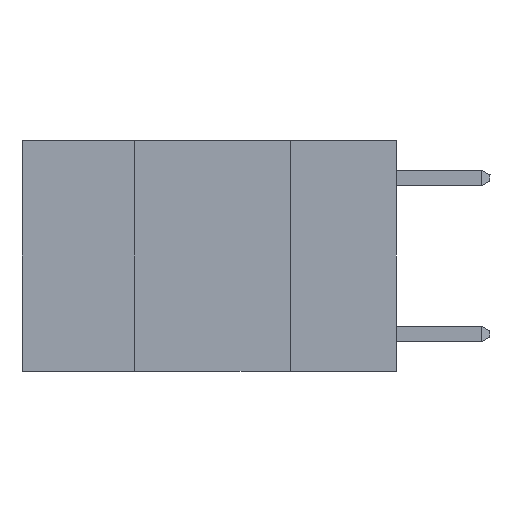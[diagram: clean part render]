
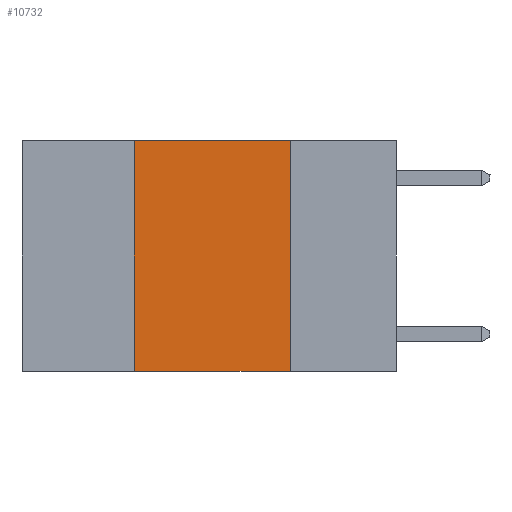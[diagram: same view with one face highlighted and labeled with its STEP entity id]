
A CAD part, left-side view. The second image highlights one B-rep face of the part: STEP entity #10732.
In plain terms, the highlighted planar face has unit normal (-1, 0, 0).
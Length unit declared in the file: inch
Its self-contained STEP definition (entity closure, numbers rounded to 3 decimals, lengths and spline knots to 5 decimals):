
#402 = EDGE_CURVE ( 'NONE', #2253, #797, #10380, .T. ) ;
#797 = VERTEX_POINT ( 'NONE', #11396 ) ;
#1049 = DIRECTION ( 'NONE',  ( 0., 0., -1. ) ) ;
#1950 = DIRECTION ( 'NONE',  ( 0., 0., 1. ) ) ;
#2253 = VERTEX_POINT ( 'NONE', #13092 ) ;
#3094 = DIRECTION ( 'NONE',  ( 0., -1., 0. ) ) ;
#3189 = EDGE_CURVE ( 'NONE', #9625, #797, #14041, .T. ) ;
#3586 = CARTESIAN_POINT ( 'NONE',  ( 0., 0.6, 0. ) ) ;
#4418 = VECTOR ( 'NONE', #3094, 39.37008 ) ;
#5503 = LINE ( 'NONE', #10299, #8760 ) ;
#5742 = DIRECTION ( 'NONE',  ( 0., 0., -1. ) ) ;
#5765 = CARTESIAN_POINT ( 'NONE',  ( 0., 0.6, 0. ) ) ;
#6134 = VECTOR ( 'NONE', #10282, 39.37008 ) ;
#6286 = VECTOR ( 'NONE', #5742, 39.37008 ) ;
#6326 = AXIS2_PLACEMENT_3D ( 'NONE', #3586, #14349, #1049 ) ;
#7109 = PLANE ( 'NONE',  #6326 ) ;
#8760 = VECTOR ( 'NONE', #1950, 39.37008 ) ;
#8785 = CARTESIAN_POINT ( 'NONE',  ( 0., 0.42, -0.37 ) ) ;
#8915 = EDGE_CURVE ( 'NONE', #9625, #14418, #5503, .T. ) ;
#9033 = CARTESIAN_POINT ( 'NONE',  ( 0., 0.6, -0.37 ) ) ;
#9625 = VERTEX_POINT ( 'NONE', #8785 ) ;
#10282 = DIRECTION ( 'NONE',  ( 0., -1., 0. ) ) ;
#10299 = CARTESIAN_POINT ( 'NONE',  ( 0., 0.42, 0. ) ) ;
#10380 = LINE ( 'NONE', #15271, #6286 ) ;
#10732 = ADVANCED_FACE ( 'NONE', ( #15551 ), #7109, .F. ) ;
#11396 = CARTESIAN_POINT ( 'NONE',  ( 0., 0.17, -0.37 ) ) ;
#11464 = EDGE_LOOP ( 'NONE', ( #13956, #12979, #13484, #12098 ) ) ;
#12098 = ORIENTED_EDGE ( 'NONE', *, *, #3189, .T. ) ;
#12512 = EDGE_CURVE ( 'NONE', #14418, #2253, #12689, .T. ) ;
#12689 = LINE ( 'NONE', #5765, #4418 ) ;
#12979 = ORIENTED_EDGE ( 'NONE', *, *, #12512, .F. ) ;
#13092 = CARTESIAN_POINT ( 'NONE',  ( 0., 0.17, 0. ) ) ;
#13484 = ORIENTED_EDGE ( 'NONE', *, *, #8915, .F. ) ;
#13956 = ORIENTED_EDGE ( 'NONE', *, *, #402, .F. ) ;
#14041 = LINE ( 'NONE', #9033, #6134 ) ;
#14349 = DIRECTION ( 'NONE',  ( 1., 0., 0. ) ) ;
#14418 = VERTEX_POINT ( 'NONE', #15437 ) ;
#15271 = CARTESIAN_POINT ( 'NONE',  ( 0., 0.17, 0. ) ) ;
#15437 = CARTESIAN_POINT ( 'NONE',  ( 0., 0.42, 0. ) ) ;
#15551 = FACE_OUTER_BOUND ( 'NONE', #11464, .T. ) ;
